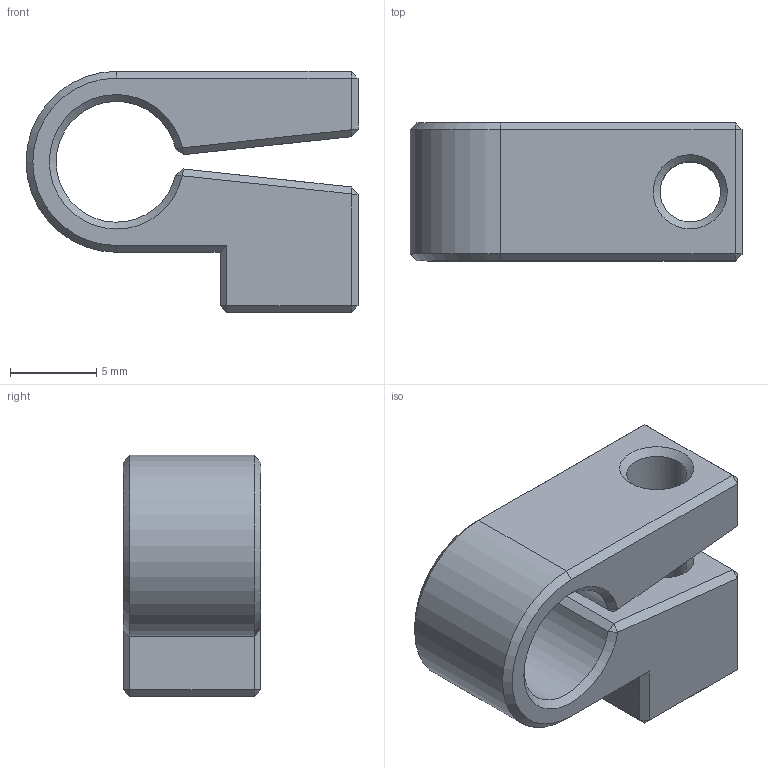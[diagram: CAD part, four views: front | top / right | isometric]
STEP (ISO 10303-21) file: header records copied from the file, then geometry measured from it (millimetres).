
FILE_DESCRIPTION(('FreeCAD Model'),'2;1');
FILE_NAME('Open CASCADE Shape Model','2024-11-14T16:02:57',(''),(''), 'Open CASCADE STEP processor 7.6','FreeCAD','Unknown');
FILE_SCHEMA(('AUTOMOTIVE_DESIGN { 1 0 10303 214 1 1 1 1 }'));
Length unit declared in the file: millimetre
Products named in the file (2): Nitehark_Wire_Hook; Nitehark_Wire_Hook-Body
Assembly tree (1 placements, depth 2):
  Nitehark_Wire_Hook
    Nitehark_Wire_Hook-Body
Bounding box: 19.25 x 8 x 14 mm (x, y, z)
Volume: 1145 mm3; surface area: 1150.9 mm2
Topology: 1 solids, 1 shells, 59 faces, 119 edges, 62 vertices
Faces by surface type: plane 47, cone 6, cylinder 4, bspline 2
Full cylindrical faces by diameter (mm): 3.5 x2
Entity records: 1623 total; most frequent: CARTESIAN_POINT 382, DIRECTION 247, ORIENTED_EDGE 238, EDGE_CURVE 119, LINE 97, VECTOR 97, AXIS2_PLACEMENT_3D 75, FACE_BOUND 63
